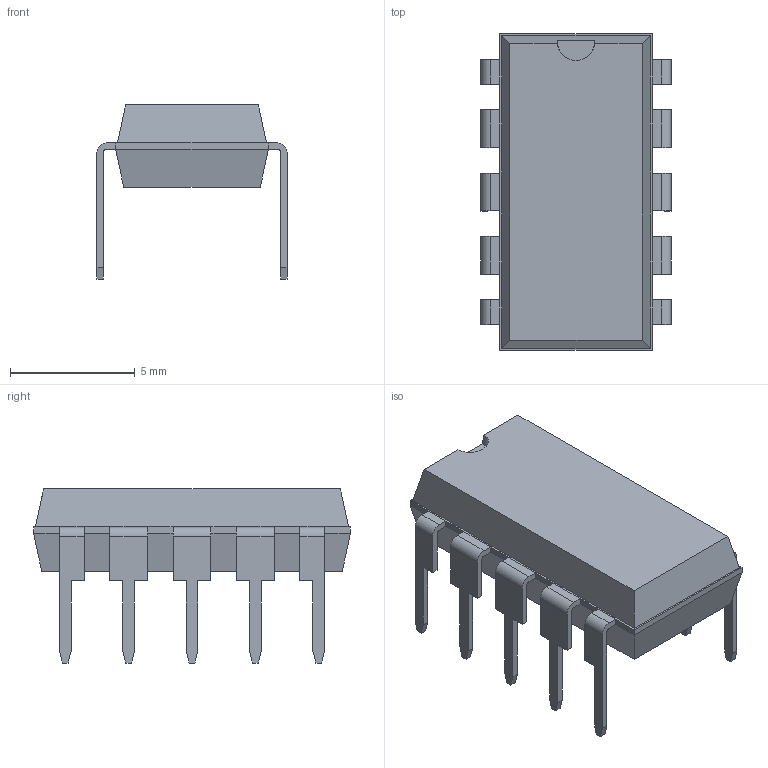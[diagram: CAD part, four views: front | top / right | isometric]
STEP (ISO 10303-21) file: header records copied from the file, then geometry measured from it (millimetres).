
FILE_DESCRIPTION(/* description */ ('model of DIP-10_W7.62mm'),/* implementation_level */ '2;1');
FILE_NAME(/* name */ 'DIP-10_W7.62mm.step',/* time_stamp */ '2018-11-04T10:32:37',/* author */ ('kicad StepUp','ksu'),/* organization */ ('FreeCAD'),/* preprocessor_version */ 'OCC',/* originating_system */ 'kicad StepUp',/* authorisation */ '');
FILE_SCHEMA(('AUTOMOTIVE_DESIGN { 1 0 10303 214 1 1 1 1 }'));
Length unit declared in the file: millimetre
Products named in the file (1): DIP_10_W762mm
Bounding box: 7.62 x 12.7 x 6.98 mm (x, y, z)
Volume: 246 mm3; surface area: 379.5 mm2
Topology: 1 solids, 1 shells, 192 faces, 500 edges, 310 vertices
Faces by surface type: plane 139, bspline 32, cylinder 21
Entity records: 7052 total; most frequent: CARTESIAN_POINT 1124, ORIENTED_EDGE 1000, DIRECTION 847, EDGE_CURVE 500, LINE 437, VECTOR 437, VERTEX_POINT 310, AXIS2_PLACEMENT_3D 205
